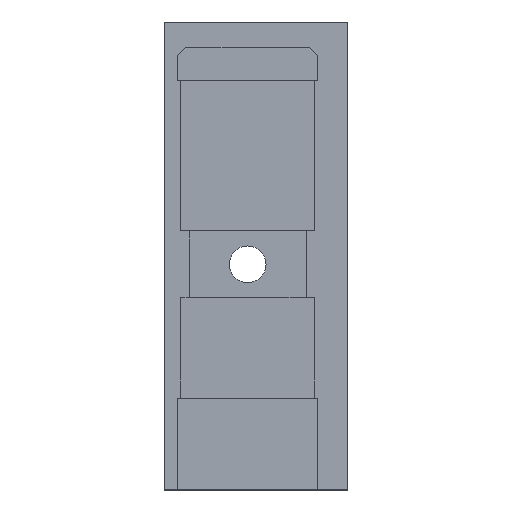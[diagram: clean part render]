
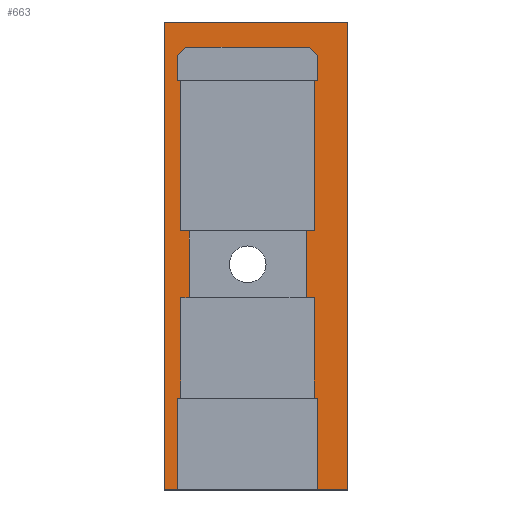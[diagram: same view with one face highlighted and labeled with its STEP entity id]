
A CAD part, top view. The second image highlights one B-rep face of the part: STEP entity #663.
In plain terms, the highlighted planar face has unit normal (0, 0, 1).
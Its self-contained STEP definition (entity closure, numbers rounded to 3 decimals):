
#36=PLANE('',#722);
#71=FACE_OUTER_BOUND('',#107,.T.);
#107=EDGE_LOOP('',(#551,#552,#553,#554,#555,#556,#557,#558,#559,#560,#561,
#562,#563,#564,#565,#566,#567,#568,#569,#570,#571,#572,#573,#574,#575,#576));
#135=LINE('',#946,#223);
#138=LINE('',#952,#226);
#142=LINE('',#959,#230);
#143=LINE('',#964,#231);
#147=LINE('',#973,#235);
#153=LINE('',#985,#241);
#157=LINE('',#993,#245);
#160=LINE('',#999,#248);
#163=LINE('',#1005,#251);
#166=LINE('',#1011,#254);
#170=LINE('',#1019,#258);
#173=LINE('',#1025,#261);
#177=LINE('',#1033,#265);
#178=LINE('',#1035,#266);
#179=LINE('',#1036,#267);
#180=LINE('',#1038,#268);
#181=LINE('',#1040,#269);
#182=LINE('',#1041,#270);
#183=LINE('',#1043,#271);
#184=LINE('',#1045,#272);
#185=LINE('',#1046,#273);
#186=LINE('',#1048,#274);
#187=LINE('',#1049,#275);
#188=LINE('',#1051,#276);
#189=LINE('',#1053,#277);
#190=LINE('',#1054,#278);
#223=VECTOR('',#776,10.);
#226=VECTOR('',#781,10.);
#230=VECTOR('',#785,10.);
#231=VECTOR('',#790,10.);
#235=VECTOR('',#796,10.);
#241=VECTOR('',#806,10.);
#245=VECTOR('',#812,10.);
#248=VECTOR('',#817,10.);
#251=VECTOR('',#822,10.);
#254=VECTOR('',#827,10.);
#258=VECTOR('',#835,10.);
#261=VECTOR('',#840,10.);
#265=VECTOR('',#848,10.);
#266=VECTOR('',#849,10.);
#267=VECTOR('',#850,10.);
#268=VECTOR('',#851,10.);
#269=VECTOR('',#852,10.);
#270=VECTOR('',#853,10.);
#271=VECTOR('',#854,10.);
#272=VECTOR('',#855,10.);
#273=VECTOR('',#856,10.);
#274=VECTOR('',#857,10.);
#275=VECTOR('',#858,10.);
#276=VECTOR('',#859,10.);
#277=VECTOR('',#860,10.);
#278=VECTOR('',#861,10.);
#314=VERTEX_POINT('',#943);
#315=VERTEX_POINT('',#945);
#316=VERTEX_POINT('',#949);
#317=VERTEX_POINT('',#951);
#320=VERTEX_POINT('',#957);
#321=VERTEX_POINT('',#962);
#322=VERTEX_POINT('',#963);
#325=VERTEX_POINT('',#971);
#326=VERTEX_POINT('',#972);
#329=VERTEX_POINT('',#983);
#330=VERTEX_POINT('',#984);
#333=VERTEX_POINT('',#992);
#335=VERTEX_POINT('',#998);
#337=VERTEX_POINT('',#1004);
#339=VERTEX_POINT('',#1010);
#341=VERTEX_POINT('',#1018);
#343=VERTEX_POINT('',#1024);
#345=VERTEX_POINT('',#1032);
#346=VERTEX_POINT('',#1034);
#347=VERTEX_POINT('',#1037);
#348=VERTEX_POINT('',#1039);
#349=VERTEX_POINT('',#1042);
#350=VERTEX_POINT('',#1044);
#351=VERTEX_POINT('',#1047);
#352=VERTEX_POINT('',#1050);
#353=VERTEX_POINT('',#1052);
#382=EDGE_CURVE('',#315,#314,#135,.T.);
#385=EDGE_CURVE('',#317,#316,#138,.T.);
#389=EDGE_CURVE('',#314,#320,#142,.T.);
#390=EDGE_CURVE('',#321,#322,#143,.T.);
#394=EDGE_CURVE('',#325,#326,#147,.T.);
#400=EDGE_CURVE('',#329,#330,#153,.T.);
#404=EDGE_CURVE('',#330,#333,#157,.T.);
#407=EDGE_CURVE('',#333,#335,#160,.T.);
#410=EDGE_CURVE('',#335,#337,#163,.T.);
#413=EDGE_CURVE('',#337,#339,#166,.T.);
#417=EDGE_CURVE('',#320,#341,#170,.T.);
#420=EDGE_CURVE('',#343,#317,#173,.T.);
#424=EDGE_CURVE('',#326,#345,#177,.T.);
#425=EDGE_CURVE('',#345,#346,#178,.T.);
#426=EDGE_CURVE('',#346,#329,#179,.T.);
#427=EDGE_CURVE('',#339,#347,#180,.T.);
#428=EDGE_CURVE('',#347,#348,#181,.T.);
#429=EDGE_CURVE('',#348,#321,#182,.T.);
#430=EDGE_CURVE('',#322,#349,#183,.T.);
#431=EDGE_CURVE('',#349,#350,#184,.T.);
#432=EDGE_CURVE('',#350,#343,#185,.T.);
#433=EDGE_CURVE('',#316,#351,#186,.T.);
#434=EDGE_CURVE('',#351,#315,#187,.T.);
#435=EDGE_CURVE('',#341,#352,#188,.T.);
#436=EDGE_CURVE('',#352,#353,#189,.T.);
#437=EDGE_CURVE('',#353,#325,#190,.T.);
#551=ORIENTED_EDGE('',*,*,#394,.T.);
#552=ORIENTED_EDGE('',*,*,#424,.T.);
#553=ORIENTED_EDGE('',*,*,#425,.T.);
#554=ORIENTED_EDGE('',*,*,#426,.T.);
#555=ORIENTED_EDGE('',*,*,#400,.T.);
#556=ORIENTED_EDGE('',*,*,#404,.T.);
#557=ORIENTED_EDGE('',*,*,#407,.T.);
#558=ORIENTED_EDGE('',*,*,#410,.T.);
#559=ORIENTED_EDGE('',*,*,#413,.T.);
#560=ORIENTED_EDGE('',*,*,#427,.T.);
#561=ORIENTED_EDGE('',*,*,#428,.T.);
#562=ORIENTED_EDGE('',*,*,#429,.T.);
#563=ORIENTED_EDGE('',*,*,#390,.T.);
#564=ORIENTED_EDGE('',*,*,#430,.T.);
#565=ORIENTED_EDGE('',*,*,#431,.T.);
#566=ORIENTED_EDGE('',*,*,#432,.T.);
#567=ORIENTED_EDGE('',*,*,#420,.T.);
#568=ORIENTED_EDGE('',*,*,#385,.T.);
#569=ORIENTED_EDGE('',*,*,#433,.T.);
#570=ORIENTED_EDGE('',*,*,#434,.T.);
#571=ORIENTED_EDGE('',*,*,#382,.T.);
#572=ORIENTED_EDGE('',*,*,#389,.T.);
#573=ORIENTED_EDGE('',*,*,#417,.T.);
#574=ORIENTED_EDGE('',*,*,#435,.T.);
#575=ORIENTED_EDGE('',*,*,#436,.T.);
#576=ORIENTED_EDGE('',*,*,#437,.T.);
#663=ADVANCED_FACE('',(#71),#36,.T.);
#722=AXIS2_PLACEMENT_3D('',#1031,#846,#847);
#776=DIRECTION('',(0.,-1.,0.));
#781=DIRECTION('',(1.,0.,0.));
#785=DIRECTION('',(1.,0.,0.));
#790=DIRECTION('',(0.,-1.,0.));
#796=DIRECTION('',(0.,1.,0.));
#806=DIRECTION('',(0.,1.,0.));
#812=DIRECTION('',(0.707,0.707,0.));
#817=DIRECTION('',(1.,0.,0.));
#822=DIRECTION('',(0.707,-0.707,0.));
#827=DIRECTION('',(0.,-1.,0.));
#835=DIRECTION('',(0.,1.,0.));
#840=DIRECTION('',(0.,-1.,0.));
#846=DIRECTION('center_axis',(0.,0.,1.));
#847=DIRECTION('ref_axis',(1.,0.,0.));
#848=DIRECTION('',(-1.,0.,0.));
#849=DIRECTION('',(0.,1.,0.));
#850=DIRECTION('',(-1.,0.,0.));
#851=DIRECTION('',(-1.,0.,0.));
#852=DIRECTION('',(0.,-1.,0.));
#853=DIRECTION('',(-1.,0.,0.));
#854=DIRECTION('',(1.,0.,0.));
#855=DIRECTION('',(0.,-1.,0.));
#856=DIRECTION('',(1.,0.,0.));
#857=DIRECTION('',(0.,1.,0.));
#858=DIRECTION('',(-1.,0.,0.));
#859=DIRECTION('',(1.,0.,0.));
#860=DIRECTION('',(0.,1.,0.));
#861=DIRECTION('',(1.,0.,0.));
#943=CARTESIAN_POINT('',(6.,-42.75,3.75));
#945=CARTESIAN_POINT('',(6.,-14.75,3.75));
#946=CARTESIAN_POINT('',(6.,-14.75,3.75));
#949=CARTESIAN_POINT('',(17.,-42.75,3.75));
#951=CARTESIAN_POINT('',(15.2,-42.75,3.75));
#952=CARTESIAN_POINT('',(6.,-42.75,3.75));
#957=CARTESIAN_POINT('',(6.8,-42.75,3.75));
#959=CARTESIAN_POINT('',(6.,-42.75,3.75));
#962=CARTESIAN_POINT('',(14.5,-27.25,3.75));
#963=CARTESIAN_POINT('',(14.5,-31.25,3.75));
#964=CARTESIAN_POINT('',(14.5,-30.,3.75));
#971=CARTESIAN_POINT('',(7.5,-31.25,3.75));
#972=CARTESIAN_POINT('',(7.5,-27.25,3.75));
#973=CARTESIAN_POINT('',(7.5,-28.,3.75));
#983=CARTESIAN_POINT('',(6.8,-18.25,3.75));
#984=CARTESIAN_POINT('',(6.8,-16.75,3.75));
#985=CARTESIAN_POINT('',(6.8,-22.75,3.75));
#992=CARTESIAN_POINT('',(7.3,-16.25,3.75));
#993=CARTESIAN_POINT('',(5.225,-18.325,3.75));
#998=CARTESIAN_POINT('',(14.7,-16.25,3.75));
#999=CARTESIAN_POINT('',(13.1,-16.25,3.75));
#1004=CARTESIAN_POINT('',(15.2,-16.75,3.75));
#1005=CARTESIAN_POINT('',(17.275,-18.825,3.75));
#1010=CARTESIAN_POINT('',(15.2,-18.25,3.75));
#1011=CARTESIAN_POINT('',(15.2,-23.5,3.75));
#1018=CARTESIAN_POINT('',(6.8,-37.25,3.75));
#1019=CARTESIAN_POINT('',(6.8,-33.,3.75));
#1024=CARTESIAN_POINT('',(15.2,-37.25,3.75));
#1025=CARTESIAN_POINT('',(15.2,-35.75,3.75));
#1031=CARTESIAN_POINT('Origin',(11.5,-28.75,3.75));
#1032=CARTESIAN_POINT('',(7.,-27.25,3.75));
#1033=CARTESIAN_POINT('',(13.25,-27.25,3.75));
#1034=CARTESIAN_POINT('',(7.,-18.25,3.75));
#1035=CARTESIAN_POINT('',(7.,-28.,3.75));
#1036=CARTESIAN_POINT('',(9.15,-18.25,3.75));
#1037=CARTESIAN_POINT('',(15.,-18.25,3.75));
#1038=CARTESIAN_POINT('',(9.15,-18.25,3.75));
#1039=CARTESIAN_POINT('',(15.,-27.25,3.75));
#1040=CARTESIAN_POINT('',(15.,-23.5,3.75));
#1041=CARTESIAN_POINT('',(13.25,-27.25,3.75));
#1042=CARTESIAN_POINT('',(15.,-31.25,3.75));
#1043=CARTESIAN_POINT('',(9.25,-31.25,3.75));
#1044=CARTESIAN_POINT('',(15.,-37.25,3.75));
#1045=CARTESIAN_POINT('',(15.,-30.,3.75));
#1046=CARTESIAN_POINT('',(13.35,-37.25,3.75));
#1047=CARTESIAN_POINT('',(17.,-14.75,3.75));
#1048=CARTESIAN_POINT('',(17.,-42.75,3.75));
#1049=CARTESIAN_POINT('',(17.,-14.75,3.75));
#1050=CARTESIAN_POINT('',(7.,-37.25,3.75));
#1051=CARTESIAN_POINT('',(13.35,-37.25,3.75));
#1052=CARTESIAN_POINT('',(7.,-31.25,3.75));
#1053=CARTESIAN_POINT('',(7.,-33.,3.75));
#1054=CARTESIAN_POINT('',(9.25,-31.25,3.75));
